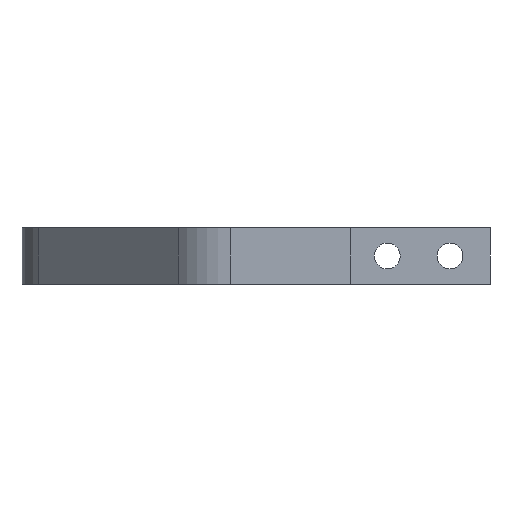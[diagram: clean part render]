
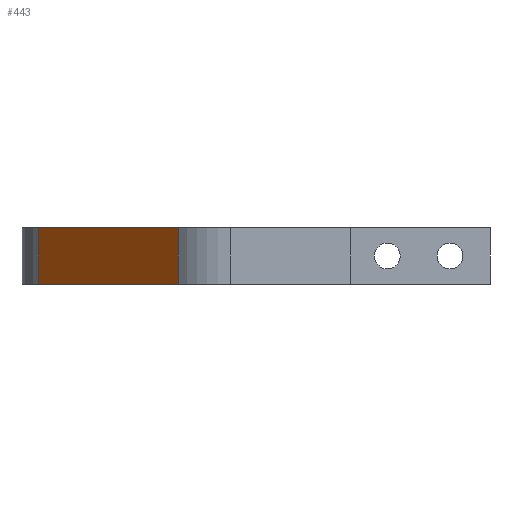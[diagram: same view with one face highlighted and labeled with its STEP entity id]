
A CAD part, left-side view. The second image highlights one B-rep face of the part: STEP entity #443.
In plain terms, the highlighted planar face has unit normal (-0.658, 0.753, 0).
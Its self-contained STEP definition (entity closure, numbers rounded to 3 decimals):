
#40 = LINE ( 'NONE', #389, #234 ) ;
#61 = CARTESIAN_POINT ( 'NONE',  ( -92.793, -0.414, 9.9 ) ) ;
#108 = EDGE_CURVE ( 'NONE', #603, #1240, #1059, .T. ) ;
#142 = CARTESIAN_POINT ( 'NONE',  ( -92.793, -0.414, 0. ) ) ;
#234 = VECTOR ( 'NONE', #851, 1000. ) ;
#276 = VERTEX_POINT ( 'NONE', #142 ) ;
#281 = EDGE_CURVE ( 'NONE', #1240, #276, #607, .T. ) ;
#306 = CARTESIAN_POINT ( 'NONE',  ( -92.793, -0.414, 9.9 ) ) ;
#347 = VERTEX_POINT ( 'NONE', #716 ) ;
#372 = DIRECTION ( 'NONE',  ( 0., 0., -1. ) ) ;
#389 = CARTESIAN_POINT ( 'NONE',  ( -92.793, -0.414, 0. ) ) ;
#429 = PLANE ( 'NONE',  #1111 ) ;
#443 = ADVANCED_FACE ( 'NONE', ( #875 ), #429, .F. ) ;
#499 = CARTESIAN_POINT ( 'NONE',  ( -92.793, -0.414, 9.9 ) ) ;
#543 = VECTOR ( 'NONE', #1071, 1000. ) ;
#580 = LINE ( 'NONE', #1044, #946 ) ;
#603 = VERTEX_POINT ( 'NONE', #921 ) ;
#607 = LINE ( 'NONE', #499, #543 ) ;
#656 = EDGE_CURVE ( 'NONE', #603, #347, #580, .T. ) ;
#716 = CARTESIAN_POINT ( 'NONE',  ( -64.791, 24.039, 0. ) ) ;
#722 = DIRECTION ( 'NONE',  ( -0.753, -0.658, 0. ) ) ;
#752 = EDGE_LOOP ( 'NONE', ( #1153, #954, #761, #1384 ) ) ;
#761 = ORIENTED_EDGE ( 'NONE', *, *, #108, .F. ) ;
#764 = DIRECTION ( 'NONE',  ( 0.658, -0.753, 0. ) ) ;
#851 = DIRECTION ( 'NONE',  ( -0.753, -0.658, 0. ) ) ;
#875 = FACE_OUTER_BOUND ( 'NONE', #752, .T. ) ;
#921 = CARTESIAN_POINT ( 'NONE',  ( -64.791, 24.039, 9.9 ) ) ;
#946 = VECTOR ( 'NONE', #372, 1000. ) ;
#954 = ORIENTED_EDGE ( 'NONE', *, *, #281, .F. ) ;
#961 = EDGE_CURVE ( 'NONE', #347, #276, #40, .T. ) ;
#1044 = CARTESIAN_POINT ( 'NONE',  ( -64.791, 24.039, 9.9 ) ) ;
#1059 = LINE ( 'NONE', #1306, #1075 ) ;
#1071 = DIRECTION ( 'NONE',  ( 0., 0., -1. ) ) ;
#1075 = VECTOR ( 'NONE', #722, 1000. ) ;
#1111 = AXIS2_PLACEMENT_3D ( 'NONE', #306, #764, #1339 ) ;
#1153 = ORIENTED_EDGE ( 'NONE', *, *, #961, .T. ) ;
#1240 = VERTEX_POINT ( 'NONE', #61 ) ;
#1306 = CARTESIAN_POINT ( 'NONE',  ( -92.793, -0.414, 9.9 ) ) ;
#1339 = DIRECTION ( 'NONE',  ( 0.753, 0.658, 0. ) ) ;
#1384 = ORIENTED_EDGE ( 'NONE', *, *, #656, .T. ) ;
